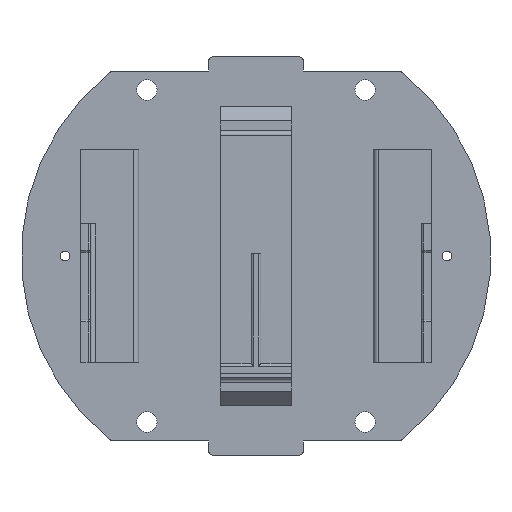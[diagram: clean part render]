
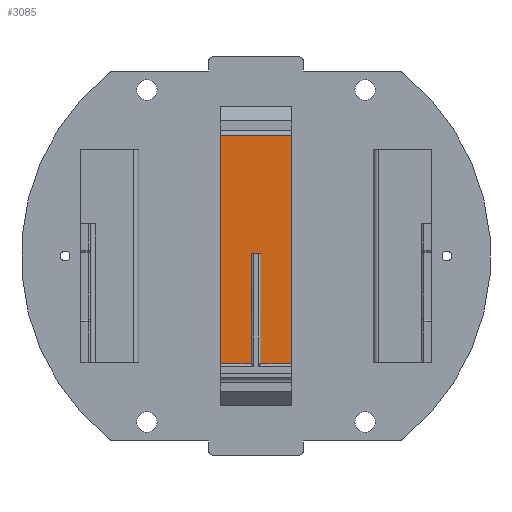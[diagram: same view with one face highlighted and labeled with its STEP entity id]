
A CAD part, front view. The second image highlights one B-rep face of the part: STEP entity #3085.
In plain terms, the highlighted planar face has unit normal (0, -1, 0).
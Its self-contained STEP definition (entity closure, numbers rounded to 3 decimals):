
#11 = VERTEX_POINT ( 'NONE', #64 ) ;
#64 = CARTESIAN_POINT ( 'NONE',  ( 7.5, -7.64, -22.72 ) ) ;
#206 = DIRECTION ( 'NONE',  ( 1., 0., 0. ) ) ;
#208 = ORIENTED_EDGE ( 'NONE', *, *, #343, .F. ) ;
#343 = EDGE_CURVE ( 'NONE', #3372, #650, #1046, .T. ) ;
#382 = LINE ( 'NONE', #2943, #1955 ) ;
#430 = DIRECTION ( 'NONE',  ( 0., 1., 0. ) ) ;
#431 = VERTEX_POINT ( 'NONE', #3465 ) ;
#520 = LINE ( 'NONE', #790, #2772 ) ;
#645 = CARTESIAN_POINT ( 'NONE',  ( 7.5, -7.64, -25.5 ) ) ;
#650 = VERTEX_POINT ( 'NONE', #3120 ) ;
#723 = PLANE ( 'NONE',  #1241 ) ;
#781 = CARTESIAN_POINT ( 'NONE',  ( 7.5, -7.64, 25.5 ) ) ;
#790 = CARTESIAN_POINT ( 'NONE',  ( 0., -7.64, -22.72 ) ) ;
#826 = EDGE_LOOP ( 'NONE', ( #1517, #1025, #208, #2911, #1658, #3151, #1466, #2455 ) ) ;
#881 = LINE ( 'NONE', #645, #1105 ) ;
#898 = DIRECTION ( 'NONE',  ( -1., 0., 0. ) ) ;
#930 = VERTEX_POINT ( 'NONE', #1733 ) ;
#965 = CARTESIAN_POINT ( 'NONE',  ( 1., -7.64, 0.5 ) ) ;
#966 = EDGE_CURVE ( 'NONE', #11, #3169, #881, .T. ) ;
#1025 = ORIENTED_EDGE ( 'NONE', *, *, #2373, .T. ) ;
#1046 = LINE ( 'NONE', #3213, #1088 ) ;
#1088 = VECTOR ( 'NONE', #2918, 1000. ) ;
#1105 = VECTOR ( 'NONE', #2825, 1000. ) ;
#1126 = EDGE_CURVE ( 'NONE', #1664, #11, #382, .T. ) ;
#1190 = EDGE_CURVE ( 'NONE', #1664, #2663, #1567, .T. ) ;
#1241 = AXIS2_PLACEMENT_3D ( 'NONE', #1306, #430, #2690 ) ;
#1306 = CARTESIAN_POINT ( 'NONE',  ( 0., -7.64, 0. ) ) ;
#1329 = CARTESIAN_POINT ( 'NONE',  ( 1., -7.64, 0.5 ) ) ;
#1466 = ORIENTED_EDGE ( 'NONE', *, *, #966, .T. ) ;
#1467 = VECTOR ( 'NONE', #2001, 1000. ) ;
#1517 = ORIENTED_EDGE ( 'NONE', *, *, #3180, .T. ) ;
#1567 = LINE ( 'NONE', #1329, #2973 ) ;
#1658 = ORIENTED_EDGE ( 'NONE', *, *, #1190, .F. ) ;
#1664 = VERTEX_POINT ( 'NONE', #1674 ) ;
#1674 = CARTESIAN_POINT ( 'NONE',  ( 1., -7.64, -22.72 ) ) ;
#1730 = LINE ( 'NONE', #2822, #1467 ) ;
#1733 = CARTESIAN_POINT ( 'NONE',  ( -7.5, -7.64, -22.72 ) ) ;
#1955 = VECTOR ( 'NONE', #206, 1000. ) ;
#2001 = DIRECTION ( 'NONE',  ( -1., 0., 0. ) ) ;
#2373 = EDGE_CURVE ( 'NONE', #930, #650, #520, .T. ) ;
#2455 = ORIENTED_EDGE ( 'NONE', *, *, #3075, .T. ) ;
#2489 = CARTESIAN_POINT ( 'NONE',  ( -1., -7.64, 0.5 ) ) ;
#2618 = FACE_OUTER_BOUND ( 'NONE', #826, .T. ) ;
#2659 = DIRECTION ( 'NONE',  ( 0., 0., 1. ) ) ;
#2663 = VERTEX_POINT ( 'NONE', #965 ) ;
#2671 = CARTESIAN_POINT ( 'NONE',  ( -7.5, -7.64, -25.5 ) ) ;
#2690 = DIRECTION ( 'NONE',  ( 0., 0., 1. ) ) ;
#2772 = VECTOR ( 'NONE', #2968, 1000. ) ;
#2810 = EDGE_CURVE ( 'NONE', #2663, #3372, #3296, .T. ) ;
#2822 = CARTESIAN_POINT ( 'NONE',  ( -7.5, -7.64, 25.5 ) ) ;
#2825 = DIRECTION ( 'NONE',  ( 0., 0., 1. ) ) ;
#2836 = VECTOR ( 'NONE', #2959, 1000. ) ;
#2911 = ORIENTED_EDGE ( 'NONE', *, *, #2810, .F. ) ;
#2918 = DIRECTION ( 'NONE',  ( 0., 0., -1. ) ) ;
#2943 = CARTESIAN_POINT ( 'NONE',  ( 0., -7.64, -22.72 ) ) ;
#2959 = DIRECTION ( 'NONE',  ( 0., 0., -1. ) ) ;
#2968 = DIRECTION ( 'NONE',  ( 1., 0., 0. ) ) ;
#2973 = VECTOR ( 'NONE', #2659, 1000. ) ;
#3075 = EDGE_CURVE ( 'NONE', #3169, #431, #1730, .T. ) ;
#3085 = ADVANCED_FACE ( 'NONE', ( #2618 ), #723, .F. ) ;
#3120 = CARTESIAN_POINT ( 'NONE',  ( -1., -7.64, -22.72 ) ) ;
#3144 = CARTESIAN_POINT ( 'NONE',  ( -1., -7.64, 0.5 ) ) ;
#3151 = ORIENTED_EDGE ( 'NONE', *, *, #1126, .T. ) ;
#3169 = VERTEX_POINT ( 'NONE', #781 ) ;
#3180 = EDGE_CURVE ( 'NONE', #431, #930, #3183, .T. ) ;
#3183 = LINE ( 'NONE', #2671, #2836 ) ;
#3213 = CARTESIAN_POINT ( 'NONE',  ( -1., -7.64, 0.5 ) ) ;
#3238 = VECTOR ( 'NONE', #898, 1000. ) ;
#3296 = LINE ( 'NONE', #2489, #3238 ) ;
#3372 = VERTEX_POINT ( 'NONE', #3144 ) ;
#3465 = CARTESIAN_POINT ( 'NONE',  ( -7.5, -7.64, 25.5 ) ) ;
